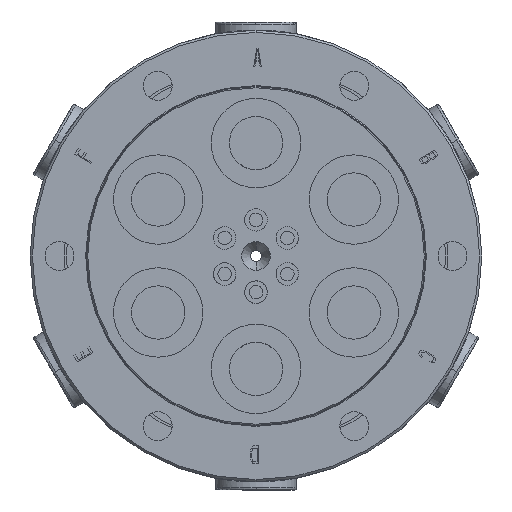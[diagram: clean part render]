
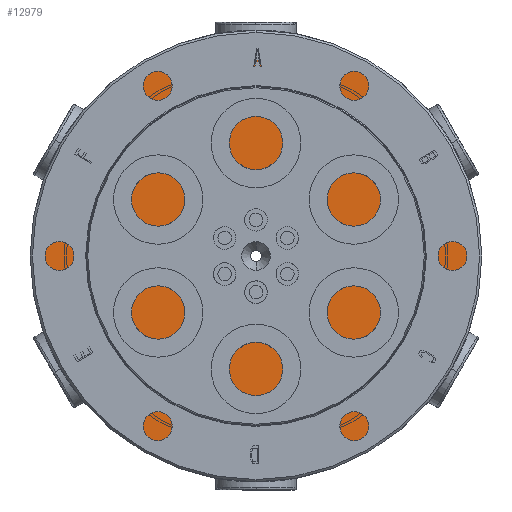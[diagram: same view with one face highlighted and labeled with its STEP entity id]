
A CAD part, left-side view. The second image highlights one B-rep face of the part: STEP entity #12979.
In plain terms, the highlighted planar face has unit normal (1, 0, 0).
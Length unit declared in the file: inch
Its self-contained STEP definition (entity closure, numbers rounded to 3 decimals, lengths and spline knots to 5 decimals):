
#5553=CARTESIAN_POINT('',(-2.28346,0.,0.));
#5554=DIRECTION('',(1.,0.,0.));
#5555=DIRECTION('',(0.,0.,-1.));
#5556=AXIS2_PLACEMENT_3D('',#5553,#5554,#5555);
#5561=CARTESIAN_POINT('',(-2.28346,0.,0.));
#5562=DIRECTION('',(1.,0.,0.));
#5563=DIRECTION('',(0.,0.,1.));
#5564=AXIS2_PLACEMENT_3D('',#5561,#5562,#5563);
#5569=CARTESIAN_POINT('',(-2.28346,0.,-0.72835));
#5570=CARTESIAN_POINT('',(-2.28346,0.02323,
-0.72834));
#5571=CARTESIAN_POINT('',(-2.28346,0.06944,
-0.72614));
#5572=CARTESIAN_POINT('',(-2.28346,0.13828,
-0.71623));
#5573=CARTESIAN_POINT('',(-2.28346,0.20577,
-0.69982));
#5574=CARTESIAN_POINT('',(-2.28346,0.27116,
-0.67717));
#5575=CARTESIAN_POINT('',(-2.28346,0.33441,
-0.64828));
#5576=CARTESIAN_POINT('',(-2.28346,0.39455,
-0.61354));
#5577=CARTESIAN_POINT('',(-2.28346,0.4512,
-0.57316));
#5578=CARTESIAN_POINT('',(-2.28346,0.50359,
-0.52772));
#5579=CARTESIAN_POINT('',(-2.28346,0.55146,
-0.47747));
#5580=CARTESIAN_POINT('',(-2.28346,0.59434,
-0.42291));
#5581=CARTESIAN_POINT('',(-2.28346,0.6318,
-0.36457));
#5582=CARTESIAN_POINT('',(-2.28346,0.66354,
-0.30298));
#5583=CARTESIAN_POINT('',(-2.28346,0.68926,
-0.23877));
#5584=CARTESIAN_POINT('',(-2.28346,0.70885,
-0.17212));
#5585=CARTESIAN_POINT('',(-2.28346,0.72199,
-0.10401));
#5586=CARTESIAN_POINT('',(-2.28346,0.72861,
-0.03493));
#5587=CARTESIAN_POINT('',(-2.28346,0.72863,
0.0345));
#5588=CARTESIAN_POINT('',(-2.28346,0.72204,
0.10367));
#5589=CARTESIAN_POINT('',(-2.28346,0.7089,
0.17192));
#5590=CARTESIAN_POINT('',(-2.28346,0.68928,
0.23872));
#5591=CARTESIAN_POINT('',(-2.28346,0.66351,
0.30305));
#5592=CARTESIAN_POINT('',(-2.28346,0.63172,
0.36472));
#5593=CARTESIAN_POINT('',(-2.28346,0.5942,
0.4231));
#5594=CARTESIAN_POINT('',(-2.28346,0.55129,
0.47767));
#5595=CARTESIAN_POINT('',(-2.28346,0.50344,
0.52786));
#5596=CARTESIAN_POINT('',(-2.28346,0.4511,
0.57324));
#5597=CARTESIAN_POINT('',(-2.28346,0.39445,
0.6136));
#5598=CARTESIAN_POINT('',(-2.28346,0.33429,
0.64834));
#5599=CARTESIAN_POINT('',(-2.28346,0.27101,
0.67723));
#5600=CARTESIAN_POINT('',(-2.28346,0.20558,
0.69987));
#5601=CARTESIAN_POINT('',(-2.28346,0.13808,
0.71626));
#5602=CARTESIAN_POINT('',(-2.28346,0.06929,
0.72615));
#5603=CARTESIAN_POINT('',(-2.28346,0.02317,
0.72834));
#5604=CARTESIAN_POINT('',(-2.28346,0.,0.72835));
#5609=CARTESIAN_POINT('',(-2.28346,0.,0.72835));
#5610=CARTESIAN_POINT('',(-2.28346,-0.02323,
0.72834));
#5611=CARTESIAN_POINT('',(-2.28346,-0.06944,
0.72614));
#5612=CARTESIAN_POINT('',(-2.28346,-0.13828,
0.71623));
#5613=CARTESIAN_POINT('',(-2.28346,-0.20577,
0.69982));
#5614=CARTESIAN_POINT('',(-2.28346,-0.27116,
0.67717));
#5615=CARTESIAN_POINT('',(-2.28346,-0.33441,
0.64828));
#5616=CARTESIAN_POINT('',(-2.28346,-0.39455,
0.61354));
#5617=CARTESIAN_POINT('',(-2.28346,-0.4512,
0.57316));
#5618=CARTESIAN_POINT('',(-2.28346,-0.50359,
0.52772));
#5619=CARTESIAN_POINT('',(-2.28346,-0.55146,
0.47747));
#5620=CARTESIAN_POINT('',(-2.28346,-0.59434,
0.42291));
#5621=CARTESIAN_POINT('',(-2.28346,-0.6318,
0.36457));
#5622=CARTESIAN_POINT('',(-2.28346,-0.66354,
0.30298));
#5623=CARTESIAN_POINT('',(-2.28346,-0.68926,
0.23877));
#5624=CARTESIAN_POINT('',(-2.28346,-0.70885,
0.17212));
#5625=CARTESIAN_POINT('',(-2.28346,-0.72199,
0.10401));
#5626=CARTESIAN_POINT('',(-2.28346,-0.72861,
0.03493));
#5627=CARTESIAN_POINT('',(-2.28346,-0.72863,
-0.0345));
#5628=CARTESIAN_POINT('',(-2.28346,-0.72204,
-0.10367));
#5629=CARTESIAN_POINT('',(-2.28346,-0.7089,
-0.17192));
#5630=CARTESIAN_POINT('',(-2.28346,-0.68928,
-0.23872));
#5631=CARTESIAN_POINT('',(-2.28346,-0.66351,
-0.30305));
#5632=CARTESIAN_POINT('',(-2.28346,-0.63172,
-0.36472));
#5633=CARTESIAN_POINT('',(-2.28346,-0.5942,
-0.4231));
#5634=CARTESIAN_POINT('',(-2.28346,-0.55129,
-0.47767));
#5635=CARTESIAN_POINT('',(-2.28346,-0.50344,
-0.52786));
#5636=CARTESIAN_POINT('',(-2.28346,-0.4511,
-0.57324));
#5637=CARTESIAN_POINT('',(-2.28346,-0.39445,
-0.6136));
#5638=CARTESIAN_POINT('',(-2.28346,-0.33429,
-0.64834));
#5639=CARTESIAN_POINT('',(-2.28346,-0.27101,
-0.67723));
#5640=CARTESIAN_POINT('',(-2.28346,-0.20558,
-0.69987));
#5641=CARTESIAN_POINT('',(-2.28346,-0.13808,
-0.71626));
#5642=CARTESIAN_POINT('',(-2.28346,-0.06929,
-0.72615));
#5643=CARTESIAN_POINT('',(-2.28346,-0.02317,
-0.72834));
#5644=CARTESIAN_POINT('',(-2.28346,0.,-0.72835));
#11580=VERTEX_POINT('',#5604);
#11581=VERTEX_POINT('',#5569);
#12151=CARTESIAN_POINT('',(-2.28346,0.,1.94882));
#12153=VERTEX_POINT('',#12151);
#12171=CARTESIAN_POINT('',(-2.28346,0.,-1.94882));
#12172=VERTEX_POINT('',#12171);
#12963=CARTESIAN_POINT('',(-2.28346,0.,0.));
#12964=DIRECTION('',(1.,0.,0.));
#12965=DIRECTION('',(0.,0.,1.));
#12966=AXIS2_PLACEMENT_3D('',#12963,#12964,#12965);
#12967=PLANE('',#12966);
#12969=ORIENTED_EDGE('',*,*,#12968,.F.);
#12970=ORIENTED_EDGE('',*,*,#12953,.F.);
#12971=EDGE_LOOP('',(#12969,#12970));
#12972=FACE_OUTER_BOUND('',#12971,.F.);
#12974=ORIENTED_EDGE('',*,*,#12973,.T.);
#12976=ORIENTED_EDGE('',*,*,#12975,.T.);
#12977=EDGE_LOOP('',(#12974,#12976));
#12978=FACE_BOUND('',#12977,.F.);
#5557=CIRCLE('',#5556,1.94882);
#5565=CIRCLE('',#5564,1.94882);
#5605=B_SPLINE_CURVE_WITH_KNOTS('',3,(#5569,#5570,#5571,#5572,#5573,#5574,#5575,
#5576,#5577,#5578,#5579,#5580,#5581,#5582,#5583,#5584,#5585,#5586,#5587,#5588,
#5589,#5590,#5591,#5592,#5593,#5594,#5595,#5596,#5597,#5598,#5599,#5600,#5601,
#5602,#5603,#5604),.UNSPECIFIED.,.F.,.F.,(4,1,1,1,1,1,1,1,1,1,1,1,1,1,1,1,1,1,1,
1,1,1,1,1,1,1,1,1,1,1,1,1,1,4),(0.,0.0303,0.06061,
0.09091,0.12121,0.15152,0.18182,
0.21212,0.24242,0.27273,0.30303,
0.33333,0.36364,0.39394,0.42424,
0.45455,0.48485,0.51515,0.54545,
0.57576,0.60606,0.63636,0.66667,
0.69697,0.72727,0.75758,0.78788,
0.81818,0.84848,0.87879,0.90909,
0.93939,0.9697,1.),.UNSPECIFIED.);
#5645=B_SPLINE_CURVE_WITH_KNOTS('',3,(#5609,#5610,#5611,#5612,#5613,#5614,#5615,
#5616,#5617,#5618,#5619,#5620,#5621,#5622,#5623,#5624,#5625,#5626,#5627,#5628,
#5629,#5630,#5631,#5632,#5633,#5634,#5635,#5636,#5637,#5638,#5639,#5640,#5641,
#5642,#5643,#5644),.UNSPECIFIED.,.F.,.F.,(4,1,1,1,1,1,1,1,1,1,1,1,1,1,1,1,1,1,1,
1,1,1,1,1,1,1,1,1,1,1,1,1,1,4),(0.,0.0303,0.06061,
0.09091,0.12121,0.15152,0.18182,
0.21212,0.24242,0.27273,0.30303,
0.33333,0.36364,0.39394,0.42424,
0.45455,0.48485,0.51515,0.54545,
0.57576,0.60606,0.63636,0.66667,
0.69697,0.72727,0.75758,0.78788,
0.81818,0.84848,0.87879,0.90909,
0.93939,0.9697,1.),.UNSPECIFIED.);
#12953=EDGE_CURVE('',#12153,#12172,#5565,.T.);
#12968=EDGE_CURVE('',#12172,#12153,#5557,.T.);
#12973=EDGE_CURVE('',#11581,#11580,#5605,.T.);
#12975=EDGE_CURVE('',#11580,#11581,#5645,.T.);
#12979=ADVANCED_FACE('',(#12972,#12978),#12967,.T.);
